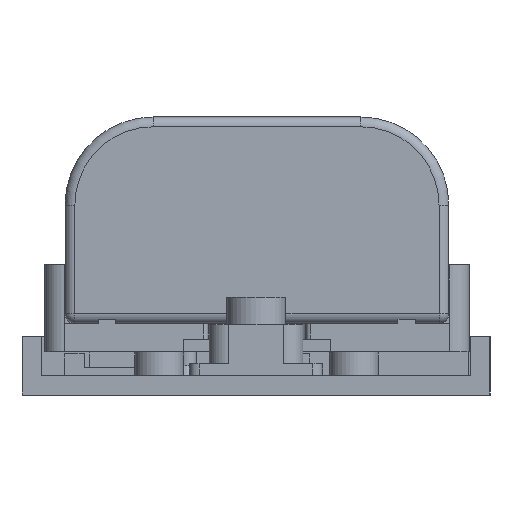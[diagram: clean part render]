
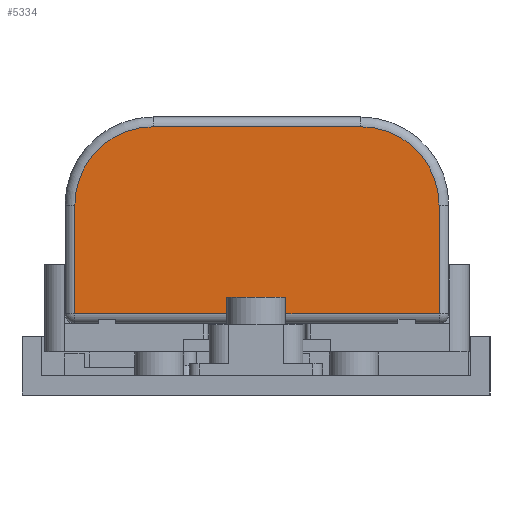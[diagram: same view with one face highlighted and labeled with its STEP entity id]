
A CAD part, front view. The second image highlights one B-rep face of the part: STEP entity #5334.
In plain terms, the highlighted face is planar.
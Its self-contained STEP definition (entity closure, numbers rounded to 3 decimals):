
#351=PLANE('',#5777);
#626=FACE_OUTER_BOUND('',#1007,.T.);
#1007=EDGE_LOOP('',(#4645,#4646,#4647,#4648,#4649,#4650));
#1490=LINE('',#8915,#2047);
#1509=LINE('',#8962,#2066);
#1510=LINE('',#8966,#2067);
#1511=LINE('',#8970,#2068);
#2047=VECTOR('',#6989,37.2);
#2066=VECTOR('',#7026,11.1);
#2067=VECTOR('',#7031,11.1);
#2068=VECTOR('',#7034,21.2);
#2333=CIRCLE('',#5778,8.);
#2334=CIRCLE('',#5779,8.);
#2750=VERTEX_POINT('',#8911);
#2751=VERTEX_POINT('',#8913);
#2770=VERTEX_POINT('',#8961);
#2771=VERTEX_POINT('',#8965);
#2772=VERTEX_POINT('',#8967);
#2773=VERTEX_POINT('',#8969);
#3395=EDGE_CURVE('',#2751,#2750,#1490,.T.);
#3418=EDGE_CURVE('',#2750,#2770,#1509,.T.);
#3420=EDGE_CURVE('',#2771,#2751,#1510,.T.);
#3421=EDGE_CURVE('',#2772,#2771,#2333,.T.);
#3422=EDGE_CURVE('',#2773,#2772,#1511,.T.);
#3423=EDGE_CURVE('',#2770,#2773,#2334,.T.);
#4645=ORIENTED_EDGE('',*,*,#3395,.F.);
#4646=ORIENTED_EDGE('',*,*,#3420,.F.);
#4647=ORIENTED_EDGE('',*,*,#3421,.F.);
#4648=ORIENTED_EDGE('',*,*,#3422,.F.);
#4649=ORIENTED_EDGE('',*,*,#3423,.F.);
#4650=ORIENTED_EDGE('',*,*,#3418,.F.);
#5334=ADVANCED_FACE('',(#626),#351,.T.);
#5777=AXIS2_PLACEMENT_3D('',#8964,#7029,#7030);
#5778=AXIS2_PLACEMENT_3D('',#8968,#7032,#7033);
#5779=AXIS2_PLACEMENT_3D('',#8971,#7035,#7036);
#6989=DIRECTION('',(1.,0.,0.));
#7026=DIRECTION('',(0.,1.,0.));
#7029=DIRECTION('center_axis',(0.,0.,-1.));
#7030=DIRECTION('ref_axis',(-1.,0.,0.));
#7031=DIRECTION('',(0.,-1.,0.));
#7032=DIRECTION('center_axis',(0.,0.,1.));
#7033=DIRECTION('ref_axis',(-0.707,0.707,0.));
#7034=DIRECTION('',(-1.,0.,0.));
#7035=DIRECTION('center_axis',(0.,0.,1.));
#7036=DIRECTION('ref_axis',(0.707,0.707,0.));
#8911=CARTESIAN_POINT('',(18.6,1.,-56.5));
#8913=CARTESIAN_POINT('',(-18.6,1.,-56.5));
#8915=CARTESIAN_POINT('',(9.8,1.,-56.5));
#8961=CARTESIAN_POINT('',(18.6,12.1,-56.5));
#8962=CARTESIAN_POINT('',(18.6,15.825,-56.5));
#8964=CARTESIAN_POINT('Origin',(0.,10.55,-56.5));
#8965=CARTESIAN_POINT('',(-18.6,12.1,-56.5));
#8966=CARTESIAN_POINT('',(-18.6,5.275,-56.5));
#8967=CARTESIAN_POINT('',(-10.6,20.1,-56.5));
#8968=CARTESIAN_POINT('Origin',(-10.6,12.1,-56.5));
#8969=CARTESIAN_POINT('',(10.6,20.1,-56.5));
#8970=CARTESIAN_POINT('',(-9.8,20.1,-56.5));
#8971=CARTESIAN_POINT('Origin',(10.6,12.1,-56.5));
